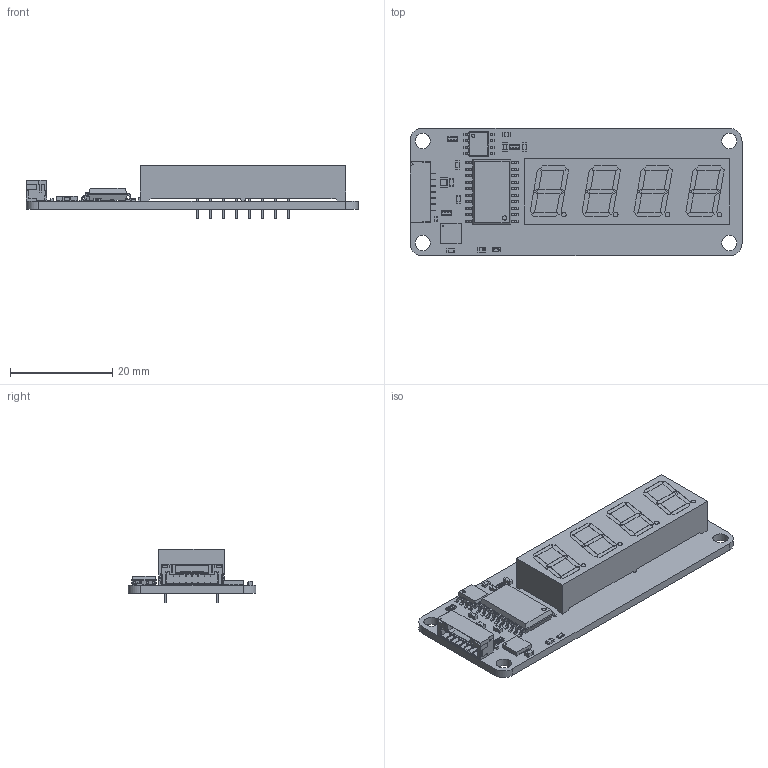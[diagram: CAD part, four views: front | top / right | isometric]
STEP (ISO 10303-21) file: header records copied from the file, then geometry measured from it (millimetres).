
FILE_DESCRIPTION(('FreeCAD Model'),'2;1');
FILE_NAME('segment-display-4x7-v2-bricklet.step','2019-05-13T14:58:13',('kicad StepUp'),( 'ksu MCAD'),'Open CASCADE STEP processor 7.3','FreeCAD','Unknown');
FILE_SCHEMA(('AUTOMOTIVE_DESIGN { 1 0 10303 214 1 1 1 1 }'));
Length unit declared in the file: millimetre
Products named in the file (26): segment-display-4x7-v2; Board_Geoms; Pcb; Open CASCADE STEP translator 7.3 1.1.1.1; PCB_Sketch; Step_Models; Top; U2_SOP-20_51E62B5B; U8_soic_8_39x49_p127_5B30F1A5; U1_QFN-24_4x4mm_Pitch0.5mm_5B30F199; RP1_Cut_5B30F16D; R2_R_0603_5B30F161; R1_R_0603_5B30F15B; P1_BrickletConn_7pin_5B30F147; D1_D_0603_blue_5B30F13A; C8_C_0603_5B30F134; C7_C_0603_5B30F12E; C6_C_0603_5B30F128; C5_C_0603_5B30F122; C4_C_0805_5B30F11C; C3_C_0603_5B30F116; C2_C_0402_5B30F110; C1_C_0603_5B30F10A; U3_Segment_4x7_51E5AA65; RP3_Cut_5B45BB00; RP2_Cut_5B45BB38
Assembly tree (25 placements, depth 4):
  segment-display-4x7-v2
    Board_Geoms
      Pcb
        Open CASCADE STEP translator 7.3 1.1.1.1
      PCB_Sketch
    Step_Models
      Top
        U2_SOP-20_51E62B5B
        U8_soic_8_39x49_p127_5B30F1A5
        U1_QFN-24_4x4mm_Pitch0.5mm_5B30F199
        RP1_Cut_5B30F16D
        R2_R_0603_5B30F161
        R1_R_0603_5B30F15B
        P1_BrickletConn_7pin_5B30F147
        D1_D_0603_blue_5B30F13A
        C8_C_0603_5B30F134
        C7_C_0603_5B30F12E
        C6_C_0603_5B30F128
        C5_C_0603_5B30F122
        C4_C_0805_5B30F11C
        C3_C_0603_5B30F116
        C2_C_0402_5B30F110
        C1_C_0603_5B30F10A
        U3_Segment_4x7_51E5AA65
        RP3_Cut_5B45BB00
        RP2_Cut_5B45BB38
Bounding box: 65 x 25 x 10.4 mm (x, y, z)
Volume: 6245.2 mm3; surface area: 6390 mm2
Topology: 21 solids, 21 shells, 2041 faces, 5648 edges, 3674 vertices
Faces by surface type: plane 1702, cylinder 307, bspline 32
Full cylindrical faces by diameter (mm): 0.6 x1, 0.8 x14, 0.9 x2, 3 x4
Entity records: 78670 total; most frequent: CARTESIAN_POINT 11517, ORIENTED_EDGE 11280, DIRECTION 10304, EDGE_CURVE 5640, LINE 4998, VECTOR 4998, VERTEX_POINT 3658, AXIS2_PLACEMENT_3D 2653
